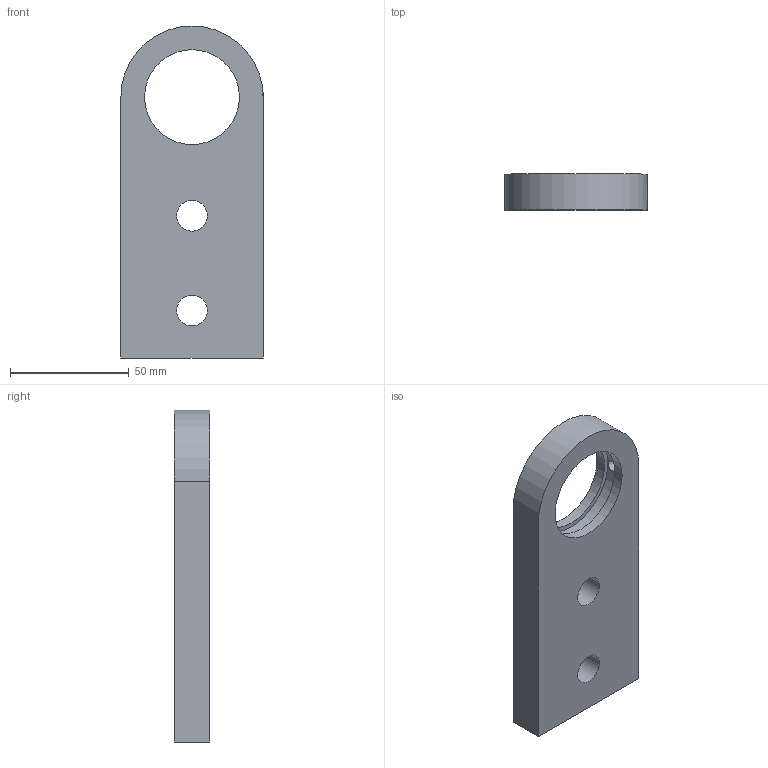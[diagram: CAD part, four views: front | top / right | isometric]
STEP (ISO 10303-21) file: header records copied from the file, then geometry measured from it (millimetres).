
FILE_DESCRIPTION(('FreeCAD Model'),'2;1');
FILE_NAME('Open CASCADE Shape Model','2024-09-08T22:54:21',('Author'),( ''),'Open CASCADE STEP processor 7.6','FreeCAD','Unknown');
FILE_SCHEMA(('AUTOMOTIVE_DESIGN { 1 0 10303 214 1 1 1 1 }'));
Length unit declared in the file: millimetre
Products named in the file (1): ROD SUPPORT BEARING001
Bounding box: 60 x 15 x 140 mm (x, y, z)
Volume: 95638.5 mm3; surface area: 22396.6 mm2
Topology: 1 solids, 1 shells, 14 faces, 37 edges, 25 vertices
Faces by surface type: plane 7, cylinder 7
Full cylindrical faces by diameter (mm): 4.917 x1, 13 x2, 40 x2, 44 x1
Entity records: 522 total; most frequent: CARTESIAN_POINT 131, DIRECTION 74, ORIENTED_EDGE 74, EDGE_CURVE 37, AXIS2_PLACEMENT_3D 28, VERTEX_POINT 25, FACE_BOUND 22, EDGE_LOOP 22
